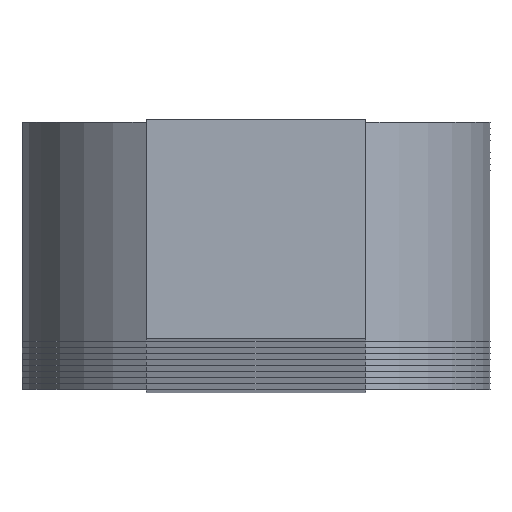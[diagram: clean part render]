
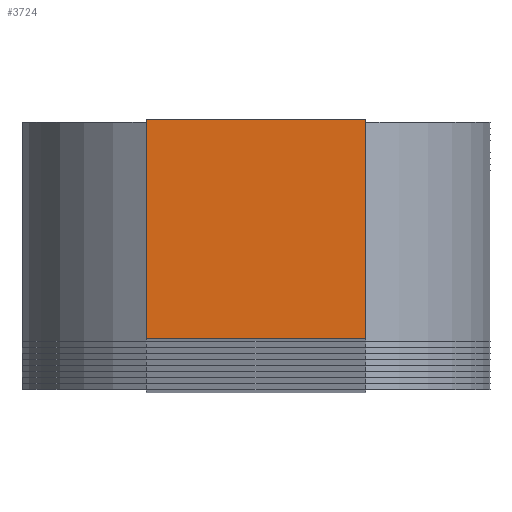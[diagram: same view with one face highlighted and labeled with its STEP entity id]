
A CAD part, top view. The second image highlights one B-rep face of the part: STEP entity #3724.
In plain terms, the highlighted planar face has unit normal (0, 0, 1).
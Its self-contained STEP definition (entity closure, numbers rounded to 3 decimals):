
#268 = DIRECTION ( 'NONE',  ( 1., 0., 0. ) ) ;
#348 = VECTOR ( 'NONE', #5224, 1000. ) ;
#509 = ORIENTED_EDGE ( 'NONE', *, *, #13377, .T. ) ;
#892 = FACE_OUTER_BOUND ( 'NONE', #5502, .T. ) ;
#934 = CARTESIAN_POINT ( 'NONE',  ( -7., 7., 1000. ) ) ;
#1186 = CARTESIAN_POINT ( 'NONE',  ( 0., 0., 1000. ) ) ;
#1307 = VERTEX_POINT ( 'NONE', #2847 ) ;
#1814 = VERTEX_POINT ( 'NONE', #11732 ) ;
#1899 = CARTESIAN_POINT ( 'NONE',  ( -7., -7., 1000. ) ) ;
#1972 = LINE ( 'NONE', #7378, #10006 ) ;
#2426 = DIRECTION ( 'NONE',  ( 0., -1., 0. ) ) ;
#2847 = CARTESIAN_POINT ( 'NONE',  ( 7., 7., 1000. ) ) ;
#3724 = ADVANCED_FACE ( 'NONE', ( #892 ), #7450, .T. ) ;
#4097 = VERTEX_POINT ( 'NONE', #11788 ) ;
#4491 = DIRECTION ( 'NONE',  ( 1., 0., 0. ) ) ;
#4638 = ORIENTED_EDGE ( 'NONE', *, *, #7545, .T. ) ;
#5224 = DIRECTION ( 'NONE',  ( -1., 0., 0. ) ) ;
#5266 = LINE ( 'NONE', #934, #348 ) ;
#5502 = EDGE_LOOP ( 'NONE', ( #4638, #11644, #509, #12575 ) ) ;
#5549 = EDGE_CURVE ( 'NONE', #1307, #4097, #5266, .T. ) ;
#6687 = VECTOR ( 'NONE', #7011, 1000. ) ;
#7011 = DIRECTION ( 'NONE',  ( 0., 1., 0. ) ) ;
#7169 = VERTEX_POINT ( 'NONE', #1899 ) ;
#7183 = LINE ( 'NONE', #9177, #6687 ) ;
#7336 = VECTOR ( 'NONE', #4491, 1000. ) ;
#7378 = CARTESIAN_POINT ( 'NONE',  ( -7., 7., 1000. ) ) ;
#7450 = PLANE ( 'NONE',  #10792 ) ;
#7545 = EDGE_CURVE ( 'NONE', #1814, #1307, #7183, .T. ) ;
#8116 = EDGE_CURVE ( 'NONE', #7169, #1814, #10143, .T. ) ;
#8757 = CARTESIAN_POINT ( 'NONE',  ( -7., -7., 1000. ) ) ;
#9177 = CARTESIAN_POINT ( 'NONE',  ( 7., 7., 1000. ) ) ;
#10006 = VECTOR ( 'NONE', #2426, 1000. ) ;
#10143 = LINE ( 'NONE', #8757, #7336 ) ;
#10613 = DIRECTION ( 'NONE',  ( 0., 0., 1. ) ) ;
#10792 = AXIS2_PLACEMENT_3D ( 'NONE', #1186, #10613, #268 ) ;
#11644 = ORIENTED_EDGE ( 'NONE', *, *, #5549, .T. ) ;
#11732 = CARTESIAN_POINT ( 'NONE',  ( 7., -7., 1000. ) ) ;
#11788 = CARTESIAN_POINT ( 'NONE',  ( -7., 7., 1000. ) ) ;
#12575 = ORIENTED_EDGE ( 'NONE', *, *, #8116, .T. ) ;
#13377 = EDGE_CURVE ( 'NONE', #4097, #7169, #1972, .T. ) ;
